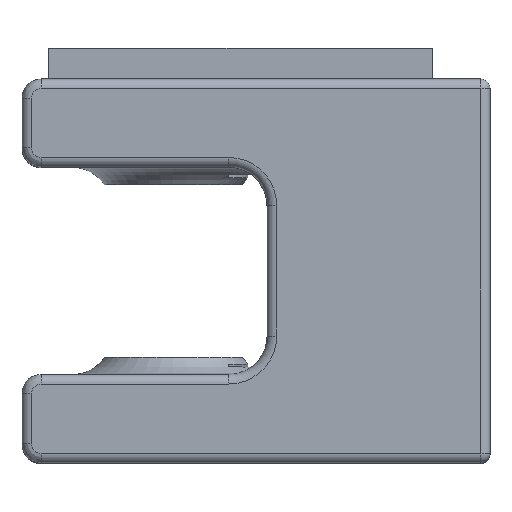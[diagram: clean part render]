
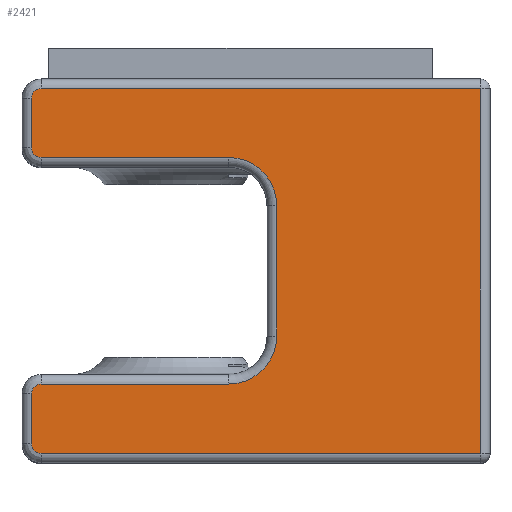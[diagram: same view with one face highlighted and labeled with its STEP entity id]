
A CAD part, top view. The second image highlights one B-rep face of the part: STEP entity #2421.
In plain terms, the highlighted planar face has unit normal (0, 0, 1).
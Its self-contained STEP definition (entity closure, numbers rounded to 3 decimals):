
#232=LINE('',#3740,#457);
#235=LINE('',#3746,#460);
#236=LINE('',#3748,#461);
#237=LINE('',#3752,#462);
#238=LINE('',#3756,#463);
#239=LINE('',#3760,#464);
#240=LINE('',#3764,#465);
#241=LINE('',#3768,#466);
#457=VECTOR('',#3009,10.);
#460=VECTOR('',#3016,10.);
#461=VECTOR('',#3017,10.);
#462=VECTOR('',#3020,10.);
#463=VECTOR('',#3023,10.);
#464=VECTOR('',#3026,10.);
#465=VECTOR('',#3029,10.);
#466=VECTOR('',#3032,10.);
#623=FACE_OUTER_BOUND('',#771,.T.);
#771=EDGE_LOOP('',(#1750,#1751,#1752,#1753,#1754,#1755,#1756,#1757,#1758,
#1759,#1760,#1761,#1762,#1763));
#910=CIRCLE('',#2608,0.5);
#911=CIRCLE('',#2609,0.5);
#912=CIRCLE('',#2610,2.5);
#913=CIRCLE('',#2611,2.5);
#914=CIRCLE('',#2612,0.5);
#915=CIRCLE('',#2613,0.5);
#1075=VERTEX_POINT('',#3728);
#1076=VERTEX_POINT('',#3732);
#1079=VERTEX_POINT('',#3745);
#1080=VERTEX_POINT('',#3747);
#1081=VERTEX_POINT('',#3749);
#1082=VERTEX_POINT('',#3751);
#1083=VERTEX_POINT('',#3753);
#1084=VERTEX_POINT('',#3755);
#1085=VERTEX_POINT('',#3757);
#1086=VERTEX_POINT('',#3759);
#1087=VERTEX_POINT('',#3761);
#1088=VERTEX_POINT('',#3763);
#1089=VERTEX_POINT('',#3765);
#1090=VERTEX_POINT('',#3767);
#1338=EDGE_CURVE('',#1076,#1075,#232,.T.);
#1341=EDGE_CURVE('',#1075,#1079,#235,.T.);
#1342=EDGE_CURVE('',#1080,#1076,#236,.T.);
#1343=EDGE_CURVE('',#1081,#1080,#910,.T.);
#1344=EDGE_CURVE('',#1082,#1081,#237,.T.);
#1345=EDGE_CURVE('',#1083,#1082,#911,.T.);
#1346=EDGE_CURVE('',#1084,#1083,#238,.T.);
#1347=EDGE_CURVE('',#1085,#1084,#912,.T.);
#1348=EDGE_CURVE('',#1086,#1085,#239,.T.);
#1349=EDGE_CURVE('',#1087,#1086,#913,.T.);
#1350=EDGE_CURVE('',#1088,#1087,#240,.T.);
#1351=EDGE_CURVE('',#1089,#1088,#914,.T.);
#1352=EDGE_CURVE('',#1090,#1089,#241,.T.);
#1353=EDGE_CURVE('',#1079,#1090,#915,.T.);
#1750=ORIENTED_EDGE('',*,*,#1341,.F.);
#1751=ORIENTED_EDGE('',*,*,#1338,.F.);
#1752=ORIENTED_EDGE('',*,*,#1342,.F.);
#1753=ORIENTED_EDGE('',*,*,#1343,.F.);
#1754=ORIENTED_EDGE('',*,*,#1344,.F.);
#1755=ORIENTED_EDGE('',*,*,#1345,.F.);
#1756=ORIENTED_EDGE('',*,*,#1346,.F.);
#1757=ORIENTED_EDGE('',*,*,#1347,.F.);
#1758=ORIENTED_EDGE('',*,*,#1348,.F.);
#1759=ORIENTED_EDGE('',*,*,#1349,.F.);
#1760=ORIENTED_EDGE('',*,*,#1350,.F.);
#1761=ORIENTED_EDGE('',*,*,#1351,.F.);
#1762=ORIENTED_EDGE('',*,*,#1352,.F.);
#1763=ORIENTED_EDGE('',*,*,#1353,.F.);
#2331=PLANE('',#2607);
#2421=ADVANCED_FACE('',(#623),#2331,.T.);
#2607=AXIS2_PLACEMENT_3D('',#3744,#3014,#3015);
#2608=AXIS2_PLACEMENT_3D('',#3750,#3018,#3019);
#2609=AXIS2_PLACEMENT_3D('',#3754,#3021,#3022);
#2610=AXIS2_PLACEMENT_3D('',#3758,#3024,#3025);
#2611=AXIS2_PLACEMENT_3D('',#3762,#3027,#3028);
#2612=AXIS2_PLACEMENT_3D('',#3766,#3030,#3031);
#2613=AXIS2_PLACEMENT_3D('',#3769,#3033,#3034);
#3009=DIRECTION('',(0.,-1.,0.));
#3014=DIRECTION('center_axis',(0.,0.,1.));
#3015=DIRECTION('ref_axis',(-1.,0.,0.));
#3016=DIRECTION('',(-1.,0.,0.));
#3017=DIRECTION('',(1.,0.,0.));
#3018=DIRECTION('center_axis',(0.,0.,-1.));
#3019=DIRECTION('ref_axis',(-0.707,0.707,0.));
#3020=DIRECTION('',(0.,1.,0.));
#3021=DIRECTION('center_axis',(0.,0.,-1.));
#3022=DIRECTION('ref_axis',(-0.707,-0.707,0.));
#3023=DIRECTION('',(-1.,0.,0.));
#3024=DIRECTION('center_axis',(0.,0.,1.));
#3025=DIRECTION('ref_axis',(0.707,0.707,0.));
#3026=DIRECTION('',(0.,1.,0.));
#3027=DIRECTION('center_axis',(0.,0.,1.));
#3028=DIRECTION('ref_axis',(0.707,-0.707,0.));
#3029=DIRECTION('',(1.,0.,0.));
#3030=DIRECTION('center_axis',(0.,0.,-1.));
#3031=DIRECTION('ref_axis',(-0.707,0.707,0.));
#3032=DIRECTION('',(0.,1.,0.));
#3033=DIRECTION('center_axis',(0.,0.,-1.));
#3034=DIRECTION('ref_axis',(-0.707,-0.707,0.));
#3728=CARTESIAN_POINT('',(21.921,32.223,18.378));
#3732=CARTESIAN_POINT('',(21.921,51.239,18.378));
#3740=CARTESIAN_POINT('',(21.921,46.735,18.378));
#3744=CARTESIAN_POINT('Origin',(8.727,41.731,18.378));
#3745=CARTESIAN_POINT('',(-0.968,32.223,18.378));
#3746=CARTESIAN_POINT('',(14.074,32.223,18.378));
#3747=CARTESIAN_POINT('',(-0.968,51.239,18.378));
#3748=CARTESIAN_POINT('',(3.379,51.239,18.378));
#3749=CARTESIAN_POINT('',(-1.468,50.739,18.378));
#3750=CARTESIAN_POINT('Origin',(-0.968,50.739,18.378));
#3751=CARTESIAN_POINT('',(-1.468,48.145,18.378));
#3752=CARTESIAN_POINT('',(-1.468,44.438,18.378));
#3753=CARTESIAN_POINT('',(-0.968,47.645,18.378));
#3754=CARTESIAN_POINT('Origin',(-0.968,48.145,18.378));
#3755=CARTESIAN_POINT('',(8.802,47.645,18.378));
#3756=CARTESIAN_POINT('',(9.764,47.645,18.378));
#3757=CARTESIAN_POINT('',(11.302,45.145,18.378));
#3758=CARTESIAN_POINT('Origin',(8.802,45.145,18.378));
#3759=CARTESIAN_POINT('',(11.302,38.339,18.378));
#3760=CARTESIAN_POINT('',(11.302,39.035,18.378));
#3761=CARTESIAN_POINT('',(8.802,35.839,18.378));
#3762=CARTESIAN_POINT('Origin',(8.802,38.339,18.378));
#3763=CARTESIAN_POINT('',(-0.968,35.839,18.378));
#3764=CARTESIAN_POINT('',(3.379,35.839,18.378));
#3765=CARTESIAN_POINT('',(-1.468,35.339,18.378));
#3766=CARTESIAN_POINT('Origin',(-0.968,35.339,18.378));
#3767=CARTESIAN_POINT('',(-1.468,32.723,18.378));
#3768=CARTESIAN_POINT('',(-1.468,36.727,18.378));
#3769=CARTESIAN_POINT('Origin',(-0.968,32.723,18.378));
